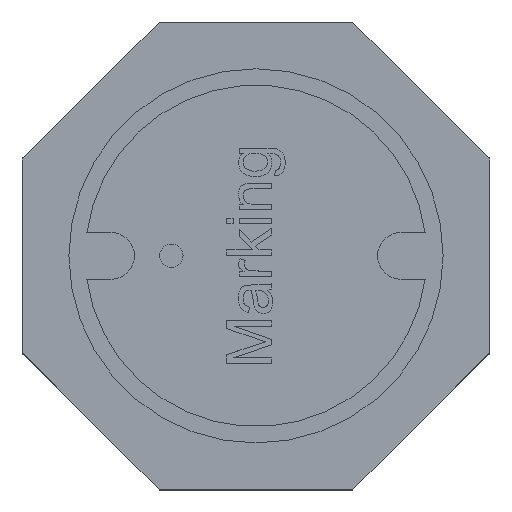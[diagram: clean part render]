
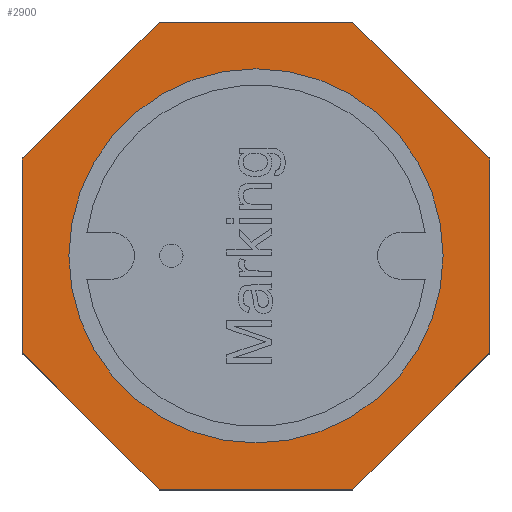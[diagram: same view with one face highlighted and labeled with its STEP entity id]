
A CAD part, top view. The second image highlights one B-rep face of the part: STEP entity #2900.
In plain terms, the highlighted planar face has unit normal (0, 0, 1).
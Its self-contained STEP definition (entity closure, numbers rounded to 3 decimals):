
#174=CIRCLE('',#3995,4.);
#937=ORIENTED_EDGE('',*,*,#1326,.T.);
#938=ORIENTED_EDGE('',*,*,#1343,.T.);
#939=ORIENTED_EDGE('',*,*,#1344,.T.);
#940=ORIENTED_EDGE('',*,*,#1345,.T.);
#941=ORIENTED_EDGE('',*,*,#1338,.T.);
#942=ORIENTED_EDGE('',*,*,#1334,.T.);
#943=ORIENTED_EDGE('',*,*,#1331,.T.);
#944=ORIENTED_EDGE('',*,*,#1328,.T.);
#945=ORIENTED_EDGE('',*,*,#1322,.T.);
#1322=EDGE_CURVE('',#1593,#1593,#174,.T.);
#1326=EDGE_CURVE('',#1598,#1597,#1878,.T.);
#1328=EDGE_CURVE('',#1599,#1598,#1880,.T.);
#1331=EDGE_CURVE('',#1601,#1599,#1883,.T.);
#1334=EDGE_CURVE('',#1603,#1601,#1886,.T.);
#1338=EDGE_CURVE('',#1606,#1603,#1890,.T.);
#1343=EDGE_CURVE('',#1597,#1609,#1895,.T.);
#1344=EDGE_CURVE('',#1609,#1610,#1896,.T.);
#1345=EDGE_CURVE('',#1610,#1606,#1897,.T.);
#1593=VERTEX_POINT('',#7719);
#1597=VERTEX_POINT('',#7727);
#1598=VERTEX_POINT('',#7729);
#1599=VERTEX_POINT('',#7733);
#1601=VERTEX_POINT('',#7739);
#1603=VERTEX_POINT('',#7745);
#1606=VERTEX_POINT('',#7753);
#1609=VERTEX_POINT('',#7763);
#1610=VERTEX_POINT('',#7765);
#1878=LINE('',#7728,#2167);
#1880=LINE('',#7732,#2169);
#1883=LINE('',#7738,#2172);
#1886=LINE('',#7744,#2175);
#1890=LINE('',#7752,#2179);
#1895=LINE('',#7762,#2184);
#1896=LINE('',#7764,#2185);
#1897=LINE('',#7766,#2186);
#2167=VECTOR('',#4671,1000.);
#2169=VECTOR('',#4675,1000.);
#2172=VECTOR('',#4680,1000.);
#2175=VECTOR('',#4685,1000.);
#2179=VECTOR('',#4691,1000.);
#2184=VECTOR('',#4700,1000.);
#2185=VECTOR('',#4701,1000.);
#2186=VECTOR('',#4702,1000.);
#2395=EDGE_LOOP('',(#937,#938,#939,#940,#941,#942,#943,#944));
#2396=EDGE_LOOP('',(#945));
#2606=FACE_BOUND('',#2395,.T.);
#2607=FACE_BOUND('',#2396,.T.);
#2727=PLANE('',#4003);
#2900=ADVANCED_FACE('',(#2606,#2607),#2727,.T.);
#3995=AXIS2_PLACEMENT_3D('',#7718,#4663,#4664);
#4003=AXIS2_PLACEMENT_3D('',#7761,#4698,#4699);
#4663=DIRECTION('',(0.,0.,-1.));
#4664=DIRECTION('',(1.,0.,0.));
#4671=DIRECTION('',(0.,-1.,0.));
#4675=DIRECTION('',(-0.707,-0.707,0.));
#4680=DIRECTION('',(-1.,0.,0.));
#4685=DIRECTION('',(-0.707,0.707,0.));
#4691=DIRECTION('',(0.,1.,0.));
#4698=DIRECTION('',(0.,0.,1.));
#4699=DIRECTION('',(1.,0.,0.));
#4700=DIRECTION('',(0.707,-0.707,0.));
#4701=DIRECTION('',(1.,0.,0.));
#4702=DIRECTION('',(0.707,0.707,0.));
#7718=CARTESIAN_POINT('',(0.,0.,0.));
#7719=CARTESIAN_POINT('',(4.,0.,0.));
#7727=CARTESIAN_POINT('',(-5.,-2.071,0.));
#7728=CARTESIAN_POINT('',(-5.,2.071,0.));
#7729=CARTESIAN_POINT('',(-5.,2.071,0.));
#7732=CARTESIAN_POINT('',(-5.,2.071,0.));
#7733=CARTESIAN_POINT('',(-2.071,5.,0.));
#7738=CARTESIAN_POINT('',(2.071,5.,0.));
#7739=CARTESIAN_POINT('',(2.071,5.,0.));
#7744=CARTESIAN_POINT('',(2.071,5.,0.));
#7745=CARTESIAN_POINT('',(5.,2.071,0.));
#7752=CARTESIAN_POINT('',(5.,-2.071,0.));
#7753=CARTESIAN_POINT('',(5.,-2.071,0.));
#7761=CARTESIAN_POINT('',(0.,-7.071,0.));
#7762=CARTESIAN_POINT('',(-2.071,-5.,0.));
#7763=CARTESIAN_POINT('',(-2.071,-5.,0.));
#7764=CARTESIAN_POINT('',(-2.071,-5.,0.));
#7765=CARTESIAN_POINT('',(2.071,-5.,0.));
#7766=CARTESIAN_POINT('',(5.,-2.071,0.));
